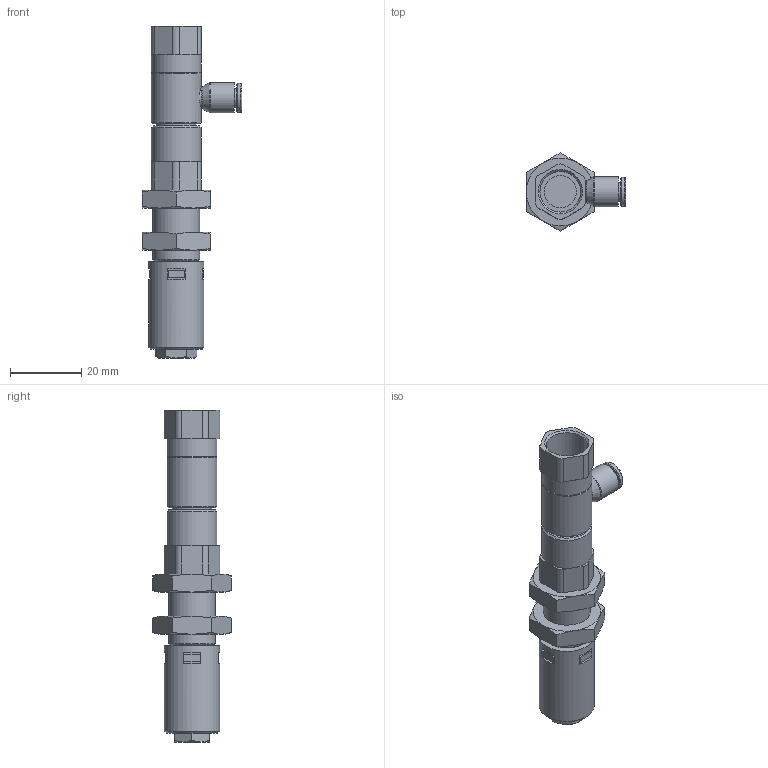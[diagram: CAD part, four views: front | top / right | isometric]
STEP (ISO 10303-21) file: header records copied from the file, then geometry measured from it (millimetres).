
FILE_DESCRIPTION(/* description */ (''),/* implementation_level */ '2;1');
FILE_NAME(/* name */ 'evfk10.stp',/* time_stamp */ '2020-11-03T08:26:00+01:00',/* author */ ('enginyeria'),/* organization */ (''),/* preprocessor_version */ 'ST-DEVELOPER v17.2',/* originating_system */ 'Autodesk Inventor 2019',/* authorisation */ '');
FILE_SCHEMA (('CONFIG_CONTROL_DESIGN'));
Length unit declared in the file: millimetre
Products named in the file (1): evfk
Bounding box: 27.81 x 21.94 x 93 mm (x, y, z)
Volume: 14991.2 mm3; surface area: 8194.6 mm2
Topology: 1 solids, 3 shells, 180 faces, 417 edges, 265 vertices
Faces by surface type: plane 104, cone 41, cylinder 32, torus 3
Full cylindrical faces by diameter (mm): 3 x1, 4 x1, 5.2 x1, 8.1 x1, 8.5 x1, 8.566 x1, 9 x1, 11 x1, 11.157 x1, 11.4 x1, 11.445 x1, 11.492 x1, 13.157 x2, 13.997 x1, 14 x2, 15.5 x1
Entity records: 5400 total; most frequent: CARTESIAN_POINT 1127, DIRECTION 859, ORIENTED_EDGE 834, EDGE_CURVE 417, AXIS2_PLACEMENT_3D 328, VERTEX_POINT 265, EDGE_LOOP 206, LINE 203
